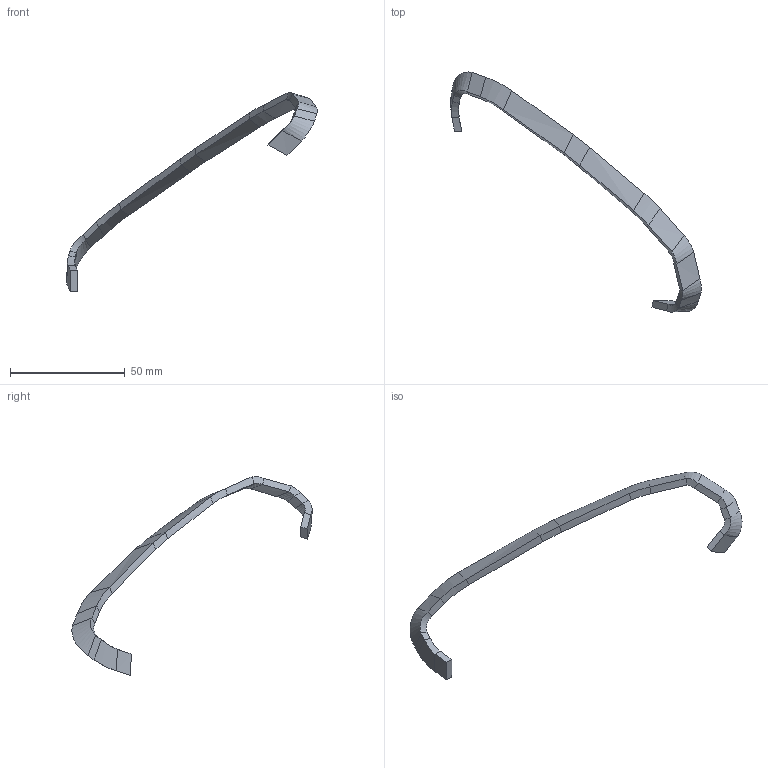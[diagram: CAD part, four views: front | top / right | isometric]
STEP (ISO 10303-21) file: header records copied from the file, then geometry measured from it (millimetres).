
FILE_DESCRIPTION (( 'STEP AP214' ), '1' );
FILE_NAME ('Patrolmotorcable.STEP', '2022-04-12T21:54:54', ( '' ), ( '' ), 'SwSTEP 2.0', 'SolidWorks 2019', '' );
FILE_SCHEMA (( 'AUTOMOTIVE_DESIGN' ));
Length unit declared in the file: millimetre
Products named in the file (1): Patrolmotorcable
Bounding box: 109.2 x 104.67 x 86.7 mm (x, y, z)
Volume: 5658.8 mm3; surface area: 5064.3 mm2
Topology: 1 solids, 1 shells, 70 faces, 140 edges, 72 vertices
Faces by surface type: bspline 68, plane 2
Entity records: 2342 total; most frequent: CARTESIAN_POINT 1311, ORIENTED_EDGE 280, EDGE_CURVE 140, DIRECTION 78, LINE 72, VECTOR 72, VERTEX_POINT 72, ADVANCED_FACE 70
